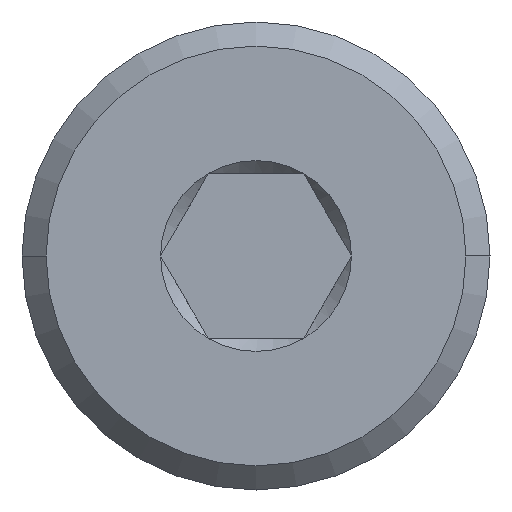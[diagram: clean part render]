
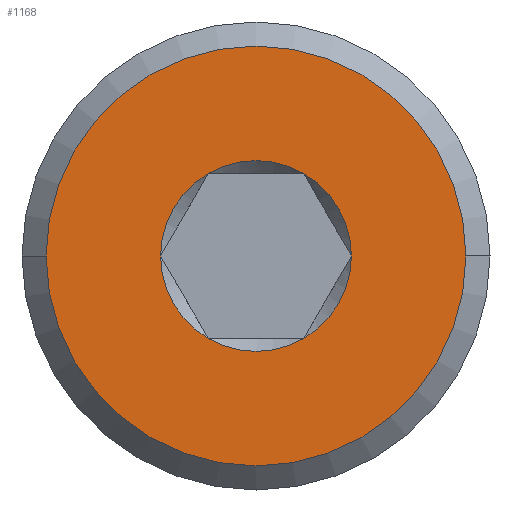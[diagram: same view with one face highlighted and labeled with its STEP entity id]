
A CAD part, left-side view. The second image highlights one B-rep face of the part: STEP entity #1168.
In plain terms, the highlighted planar face has unit normal (-1, 0, 0).
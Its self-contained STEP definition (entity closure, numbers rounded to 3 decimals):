
#118 = CARTESIAN_POINT ( 'NONE',  ( -6.5, 1.732, 0. ) ) ;
#141 = VERTEX_POINT ( 'NONE', #2062 ) ;
#190 = EDGE_CURVE ( 'NONE', #141, #216, #2072, .T. ) ;
#205 = VERTEX_POINT ( 'NONE', #118 ) ;
#216 = VERTEX_POINT ( 'NONE', #1311 ) ;
#270 = ORIENTED_EDGE ( 'NONE', *, *, #1067, .F. ) ;
#295 = DIRECTION ( 'NONE',  ( 0., -1., 0. ) ) ;
#354 = EDGE_CURVE ( 'NONE', #205, #957, #989, .T. ) ;
#373 = CIRCLE ( 'NONE', #833, 1.732 ) ;
#385 = EDGE_LOOP ( 'NONE', ( #1627, #2519, #627, #692, #1129, #1510 ) ) ;
#452 = DIRECTION ( 'NONE',  ( -1., 0., 0. ) ) ;
#519 = VERTEX_POINT ( 'NONE', #1402 ) ;
#521 = DIRECTION ( 'NONE',  ( -1., 0., 0. ) ) ;
#538 = EDGE_CURVE ( 'NONE', #819, #141, #1910, .T. ) ;
#577 = EDGE_CURVE ( 'NONE', #863, #819, #840, .T. ) ;
#627 = ORIENTED_EDGE ( 'NONE', *, *, #884, .F. ) ;
#638 = AXIS2_PLACEMENT_3D ( 'NONE', #1942, #2353, #943 ) ;
#667 = VERTEX_POINT ( 'NONE', #1522 ) ;
#692 = ORIENTED_EDGE ( 'NONE', *, *, #354, .F. ) ;
#819 = VERTEX_POINT ( 'NONE', #2539 ) ;
#833 = AXIS2_PLACEMENT_3D ( 'NONE', #990, #1778, #1984 ) ;
#840 = CIRCLE ( 'NONE', #1809, 1.732 ) ;
#863 = VERTEX_POINT ( 'NONE', #1810 ) ;
#884 = EDGE_CURVE ( 'NONE', #957, #863, #1713, .T. ) ;
#916 = AXIS2_PLACEMENT_3D ( 'NONE', #1813, #452, #2210 ) ;
#929 = EDGE_CURVE ( 'NONE', #216, #205, #373, .T. ) ;
#938 = CARTESIAN_POINT ( 'NONE',  ( -6.5, 0., 0. ) ) ;
#943 = DIRECTION ( 'NONE',  ( 0., -1., 0. ) ) ;
#957 = VERTEX_POINT ( 'NONE', #1789 ) ;
#988 = AXIS2_PLACEMENT_3D ( 'NONE', #1499, #521, #2102 ) ;
#989 = CIRCLE ( 'NONE', #988, 1.732 ) ;
#990 = CARTESIAN_POINT ( 'NONE',  ( -6.5, 0., 0. ) ) ;
#1067 = EDGE_CURVE ( 'NONE', #667, #519, #2379, .T. ) ;
#1119 = FACE_BOUND ( 'NONE', #385, .T. ) ;
#1129 = ORIENTED_EDGE ( 'NONE', *, *, #929, .F. ) ;
#1139 = DIRECTION ( 'NONE',  ( 0., 1., 0. ) ) ;
#1168 = ADVANCED_FACE ( 'NONE', ( #1119, #1965 ), #1747, .T. ) ;
#1273 = CIRCLE ( 'NONE', #1694, 3.812 ) ;
#1311 = CARTESIAN_POINT ( 'NONE',  ( -6.5, 0.866, 1.5 ) ) ;
#1371 = CARTESIAN_POINT ( 'NONE',  ( -6.5, 0., 0. ) ) ;
#1402 = CARTESIAN_POINT ( 'NONE',  ( -6.5, -3.812, 0. ) ) ;
#1499 = CARTESIAN_POINT ( 'NONE',  ( -6.5, 0., 0. ) ) ;
#1510 = ORIENTED_EDGE ( 'NONE', *, *, #190, .F. ) ;
#1522 = CARTESIAN_POINT ( 'NONE',  ( -6.5, 3.812, 0. ) ) ;
#1627 = ORIENTED_EDGE ( 'NONE', *, *, #538, .F. ) ;
#1673 = AXIS2_PLACEMENT_3D ( 'NONE', #1698, #1902, #295 ) ;
#1694 = AXIS2_PLACEMENT_3D ( 'NONE', #2368, #2158, #1139 ) ;
#1698 = CARTESIAN_POINT ( 'NONE',  ( -6.5, 0., 0. ) ) ;
#1713 = CIRCLE ( 'NONE', #2084, 1.732 ) ;
#1747 = PLANE ( 'NONE',  #638 ) ;
#1778 = DIRECTION ( 'NONE',  ( -1., 0., 0. ) ) ;
#1789 = CARTESIAN_POINT ( 'NONE',  ( -6.5, 0.866, -1.5 ) ) ;
#1809 = AXIS2_PLACEMENT_3D ( 'NONE', #1826, #2219, #2451 ) ;
#1810 = CARTESIAN_POINT ( 'NONE',  ( -6.5, -0.866, -1.5 ) ) ;
#1813 = CARTESIAN_POINT ( 'NONE',  ( -6.5, 0., 0. ) ) ;
#1826 = CARTESIAN_POINT ( 'NONE',  ( -6.5, 0., 0. ) ) ;
#1902 = DIRECTION ( 'NONE',  ( -1., 0., 0. ) ) ;
#1910 = CIRCLE ( 'NONE', #916, 1.732 ) ;
#1942 = CARTESIAN_POINT ( 'NONE',  ( -6.5, 3.812, 0. ) ) ;
#1965 = FACE_OUTER_BOUND ( 'NONE', #2273, .T. ) ;
#1984 = DIRECTION ( 'NONE',  ( 0., -1., 0. ) ) ;
#2062 = CARTESIAN_POINT ( 'NONE',  ( -6.5, -0.866, 1.5 ) ) ;
#2072 = CIRCLE ( 'NONE', #1673, 1.732 ) ;
#2084 = AXIS2_PLACEMENT_3D ( 'NONE', #1371, #2178, #2382 ) ;
#2102 = DIRECTION ( 'NONE',  ( 0., -1., 0. ) ) ;
#2143 = DIRECTION ( 'NONE',  ( 0., 1., 0. ) ) ;
#2158 = DIRECTION ( 'NONE',  ( 1., 0., 0. ) ) ;
#2178 = DIRECTION ( 'NONE',  ( -1., 0., 0. ) ) ;
#2210 = DIRECTION ( 'NONE',  ( 0., -1., 0. ) ) ;
#2216 = AXIS2_PLACEMENT_3D ( 'NONE', #938, #2548, #2143 ) ;
#2219 = DIRECTION ( 'NONE',  ( -1., 0., 0. ) ) ;
#2273 = EDGE_LOOP ( 'NONE', ( #270, #2422 ) ) ;
#2353 = DIRECTION ( 'NONE',  ( -1., 0., 0. ) ) ;
#2368 = CARTESIAN_POINT ( 'NONE',  ( -6.5, 0., 0. ) ) ;
#2379 = CIRCLE ( 'NONE', #2216, 3.812 ) ;
#2382 = DIRECTION ( 'NONE',  ( 0., -1., 0. ) ) ;
#2416 = EDGE_CURVE ( 'NONE', #519, #667, #1273, .T. ) ;
#2422 = ORIENTED_EDGE ( 'NONE', *, *, #2416, .F. ) ;
#2451 = DIRECTION ( 'NONE',  ( 0., -1., 0. ) ) ;
#2519 = ORIENTED_EDGE ( 'NONE', *, *, #577, .F. ) ;
#2539 = CARTESIAN_POINT ( 'NONE',  ( -6.5, -1.732, 0. ) ) ;
#2548 = DIRECTION ( 'NONE',  ( 1., 0., 0. ) ) ;
